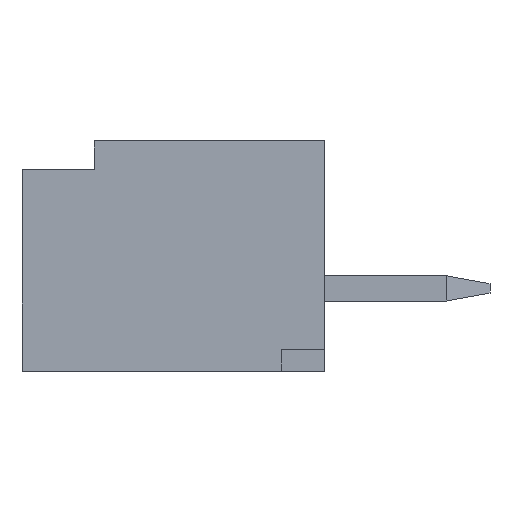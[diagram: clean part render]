
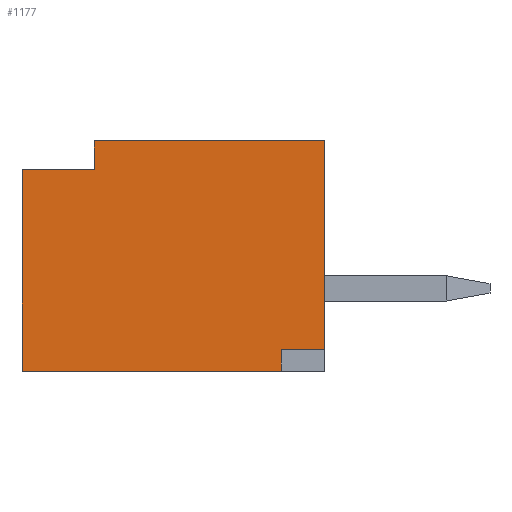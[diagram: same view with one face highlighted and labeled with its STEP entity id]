
A CAD part, left-side view. The second image highlights one B-rep face of the part: STEP entity #1177.
In plain terms, the highlighted planar face has unit normal (-1, 0, 0).
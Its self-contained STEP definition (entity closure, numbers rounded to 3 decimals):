
#151 = VERTEX_POINT ( 'NONE', #2959 ) ;
#199 = VERTEX_POINT ( 'NONE', #4071 ) ;
#324 = EDGE_CURVE ( 'NONE', #4942, #6108, #3863, .T. ) ;
#331 = CARTESIAN_POINT ( 'NONE',  ( -5.875, 0., -1.3 ) ) ;
#444 = CARTESIAN_POINT ( 'NONE',  ( -5.875, 0., 1.6 ) ) ;
#464 = CARTESIAN_POINT ( 'NONE',  ( -5.875, 0.975, 1.2 ) ) ;
#774 = VECTOR ( 'NONE', #1175, 1000. ) ;
#1048 = ORIENTED_EDGE ( 'NONE', *, *, #1543, .F. ) ;
#1079 = CARTESIAN_POINT ( 'NONE',  ( -5.875, 0., 1.2 ) ) ;
#1107 = LINE ( 'NONE', #4627, #4812 ) ;
#1144 = CARTESIAN_POINT ( 'NONE',  ( -5.875, -3.225, -1.3 ) ) ;
#1175 = DIRECTION ( 'NONE',  ( 0., 0., 1. ) ) ;
#1177 = ADVANCED_FACE ( 'NONE', ( #2596 ), #6855, .F. ) ;
#1194 = EDGE_CURVE ( 'NONE', #6305, #4942, #1618, .T. ) ;
#1249 = CARTESIAN_POINT ( 'NONE',  ( -5.875, -3.225, -1.6 ) ) ;
#1543 = EDGE_CURVE ( 'NONE', #6377, #199, #6915, .T. ) ;
#1618 = LINE ( 'NONE', #1249, #7979 ) ;
#1800 = VECTOR ( 'NONE', #2911, 1000. ) ;
#1882 = DIRECTION ( 'NONE',  ( 0., 0., -1. ) ) ;
#1945 = DIRECTION ( 'NONE',  ( 0., 0., -1. ) ) ;
#1999 = VECTOR ( 'NONE', #7943, 1000. ) ;
#2021 = ORIENTED_EDGE ( 'NONE', *, *, #4822, .F. ) ;
#2170 = ORIENTED_EDGE ( 'NONE', *, *, #3688, .F. ) ;
#2182 = EDGE_LOOP ( 'NONE', ( #3940, #1048, #7098, #7460, #4241, #2170, #2021, #5525 ) ) ;
#2202 = EDGE_CURVE ( 'NONE', #199, #151, #2489, .T. ) ;
#2233 = LINE ( 'NONE', #331, #4589 ) ;
#2468 = CARTESIAN_POINT ( 'NONE',  ( -5.875, 0.975, -1.6 ) ) ;
#2489 = LINE ( 'NONE', #444, #5208 ) ;
#2582 = VERTEX_POINT ( 'NONE', #3905 ) ;
#2596 = FACE_OUTER_BOUND ( 'NONE', #2182, .T. ) ;
#2795 = EDGE_CURVE ( 'NONE', #6108, #6377, #5693, .T. ) ;
#2911 = DIRECTION ( 'NONE',  ( 0., -1., 0. ) ) ;
#2959 = CARTESIAN_POINT ( 'NONE',  ( -5.875, -3.225, 1.6 ) ) ;
#3225 = CARTESIAN_POINT ( 'NONE',  ( -5.875, -3.225, 0. ) ) ;
#3362 = EDGE_CURVE ( 'NONE', #151, #5659, #7191, .T. ) ;
#3688 = EDGE_CURVE ( 'NONE', #2582, #6305, #1107, .T. ) ;
#3863 = LINE ( 'NONE', #2468, #774 ) ;
#3905 = CARTESIAN_POINT ( 'NONE',  ( -5.875, -2.625, -1.3 ) ) ;
#3940 = ORIENTED_EDGE ( 'NONE', *, *, #2202, .F. ) ;
#4071 = CARTESIAN_POINT ( 'NONE',  ( -5.875, -0.025, 1.6 ) ) ;
#4174 = DIRECTION ( 'NONE',  ( 0., -1., 0. ) ) ;
#4241 = ORIENTED_EDGE ( 'NONE', *, *, #1194, .F. ) ;
#4381 = CARTESIAN_POINT ( 'NONE',  ( -5.875, -0.025, 1.2 ) ) ;
#4589 = VECTOR ( 'NONE', #5391, 1000. ) ;
#4627 = CARTESIAN_POINT ( 'NONE',  ( -5.875, -2.625, 0. ) ) ;
#4710 = DIRECTION ( 'NONE',  ( 0., 0., -1. ) ) ;
#4812 = VECTOR ( 'NONE', #4710, 1000. ) ;
#4822 = EDGE_CURVE ( 'NONE', #5659, #2582, #2233, .T. ) ;
#4942 = VERTEX_POINT ( 'NONE', #5474 ) ;
#5208 = VECTOR ( 'NONE', #4174, 1000. ) ;
#5275 = VECTOR ( 'NONE', #1882, 1000. ) ;
#5391 = DIRECTION ( 'NONE',  ( 0., 1., 0. ) ) ;
#5474 = CARTESIAN_POINT ( 'NONE',  ( -5.875, 0.975, -1.6 ) ) ;
#5525 = ORIENTED_EDGE ( 'NONE', *, *, #3362, .F. ) ;
#5659 = VERTEX_POINT ( 'NONE', #1144 ) ;
#5679 = CARTESIAN_POINT ( 'NONE',  ( -5.875, 0., 0. ) ) ;
#5693 = LINE ( 'NONE', #1079, #1800 ) ;
#6015 = AXIS2_PLACEMENT_3D ( 'NONE', #5679, #6785, #1945 ) ;
#6108 = VERTEX_POINT ( 'NONE', #464 ) ;
#6305 = VERTEX_POINT ( 'NONE', #7485 ) ;
#6377 = VERTEX_POINT ( 'NONE', #4381 ) ;
#6785 = DIRECTION ( 'NONE',  ( 1., 0., 0. ) ) ;
#6855 = PLANE ( 'NONE',  #6015 ) ;
#6915 = LINE ( 'NONE', #7305, #1999 ) ;
#7098 = ORIENTED_EDGE ( 'NONE', *, *, #2795, .F. ) ;
#7191 = LINE ( 'NONE', #3225, #5275 ) ;
#7305 = CARTESIAN_POINT ( 'NONE',  ( -5.875, -0.025, 0. ) ) ;
#7454 = DIRECTION ( 'NONE',  ( 0., 1., 0. ) ) ;
#7460 = ORIENTED_EDGE ( 'NONE', *, *, #324, .F. ) ;
#7485 = CARTESIAN_POINT ( 'NONE',  ( -5.875, -2.625, -1.6 ) ) ;
#7943 = DIRECTION ( 'NONE',  ( 0., 0., 1. ) ) ;
#7979 = VECTOR ( 'NONE', #7454, 1000. ) ;
